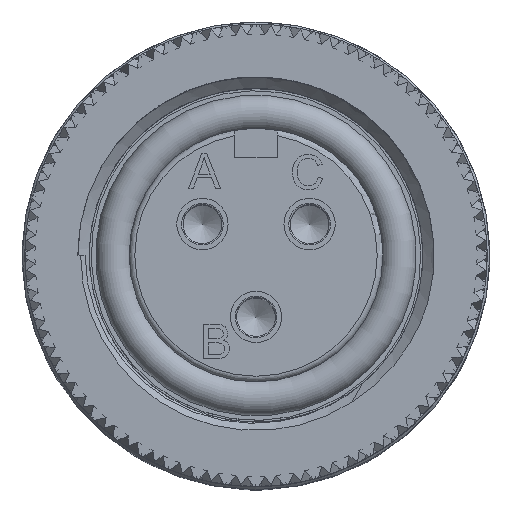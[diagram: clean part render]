
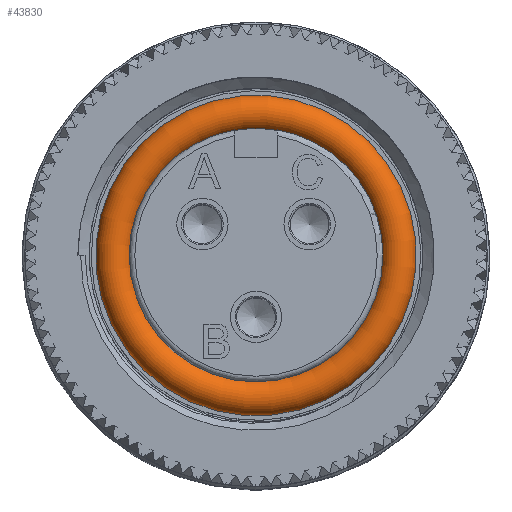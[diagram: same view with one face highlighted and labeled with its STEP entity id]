
A CAD part, top view. The second image highlights one B-rep face of the part: STEP entity #43830.
In plain terms, the highlighted toroidal (fillet/blend) face has major radius 6.35 mm and minor radius 0.794 mm.
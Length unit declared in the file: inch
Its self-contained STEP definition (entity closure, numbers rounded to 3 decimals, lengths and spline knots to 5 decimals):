
#530=TOROIDAL_SURFACE('',#45204,0.25,0.03125);
#2922=CIRCLE('',#45205,0.03125);
#2923=CIRCLE('',#45206,0.21875);
#12518=FACE_OUTER_BOUND('',#15116,.T.);
#15116=EDGE_LOOP('',(#35681,#35682,#35683,#35684));
#18119=VERTEX_POINT('',#132196);
#24295=EDGE_CURVE('',#18119,#18119,#2922,.T.);
#24296=EDGE_CURVE('',#18119,#18119,#2923,.T.);
#35681=ORIENTED_EDGE('',*,*,#24295,.F.);
#35682=ORIENTED_EDGE('',*,*,#24296,.T.);
#35683=ORIENTED_EDGE('',*,*,#24295,.T.);
#35684=ORIENTED_EDGE('',*,*,#24296,.F.);
#43830=ADVANCED_FACE('',(#12518),#530,.T.);
#45204=AXIS2_PLACEMENT_3D('',#132195,#47630,#47631);
#45205=AXIS2_PLACEMENT_3D('',#132197,#47632,#47633);
#45206=AXIS2_PLACEMENT_3D('',#132198,#47634,#47635);
#47630=DIRECTION('center_axis',(0.,-1.,0.));
#47631=DIRECTION('ref_axis',(0.,0.,-1.));
#47632=DIRECTION('center_axis',(-1.,0.,0.));
#47633=DIRECTION('ref_axis',(0.,0.,
1.));
#47634=DIRECTION('center_axis',(0.,1.,0.));
#47635=DIRECTION('ref_axis',(0.,0.,-1.));
#132195=CARTESIAN_POINT('Origin',(0.,0.,0.));
#132196=CARTESIAN_POINT('',(0.,0.,
0.21875));
#132197=CARTESIAN_POINT('Origin',(0.,0.,
0.25));
#132198=CARTESIAN_POINT('Origin',(0.,0.,
0.));
